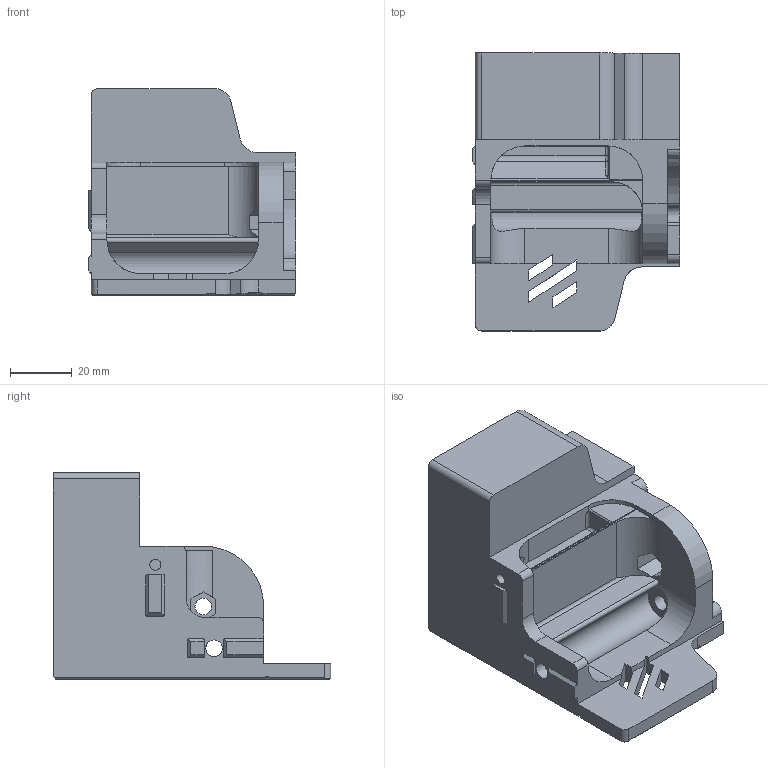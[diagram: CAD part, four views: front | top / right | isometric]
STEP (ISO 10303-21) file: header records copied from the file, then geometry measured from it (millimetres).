
FILE_DESCRIPTION(/* description */ (''),/* implementation_level */ '2;1');
FILE_NAME(/* name */ 'Foot_A_CCD.step',/* time_stamp */ '2024-08-04T22:29:51+02:00',/* author */ (''),/* organization */ (''),/* preprocessor_version */ 'ST-DEVELOPER v20',/* originating_system */ 'Autodesk Translation Framework v13.14.0.145',/* authorisation */ '');
FILE_SCHEMA (('AUTOMOTIVE_DESIGN { 1 0 10303 214 3 1 1 }'));
Length unit declared in the file: millimetre
Products named in the file (1): (Nicht gespeichert)
Bounding box: 67 x 89.7 x 66.7 mm (x, y, z)
Volume: 172594.8 mm3; surface area: 28338.1 mm2
Topology: 1 solids, 1 shells, 218 faces, 595 edges, 379 vertices
Faces by surface type: plane 130, cylinder 63, cone 11, bspline 9, torus 5
Full cylindrical faces by diameter (mm): 2.8 x3, 3.5 x1, 5.4 x3, 5.5 x1, 11 x1
Entity records: 7859 total; most frequent: CARTESIAN_POINT 2247, ORIENTED_EDGE 1184, DIRECTION 1151, EDGE_CURVE 592, LINE 385, VECTOR 385, AXIS2_PLACEMENT_3D 383, VERTEX_POINT 379
